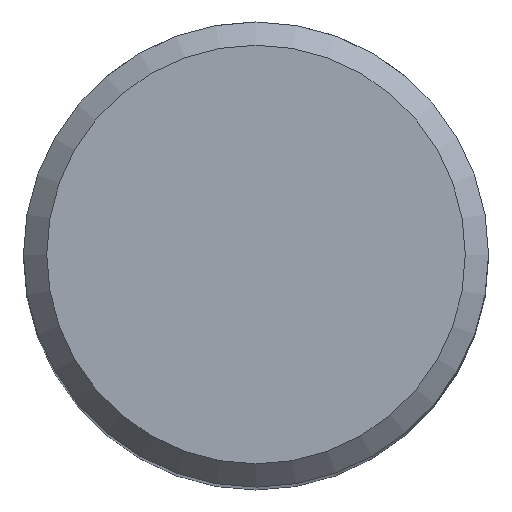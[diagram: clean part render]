
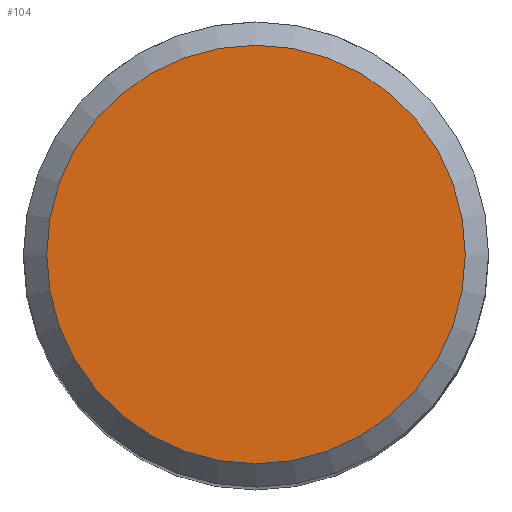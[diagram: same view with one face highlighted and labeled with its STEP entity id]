
A CAD part, top view. The second image highlights one B-rep face of the part: STEP entity #104.
In plain terms, the highlighted planar face has unit normal (0, 0, 1).
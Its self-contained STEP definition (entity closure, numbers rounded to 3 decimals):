
#92=PLANE('',#562);
#98=FACE_OUTER_BOUND('',#201,.T.);
#104=ADVANCED_FACE('',(#98),#92,.F.);
#201=EDGE_LOOP('',(#262));
#262=ORIENTED_EDGE('',*,*,#359,.T.);
#328=VERTEX_POINT('',#1095);
#359=EDGE_CURVE('',#328,#328,#388,.T.);
#388=CIRCLE('',#561,9.);
#561=AXIS2_PLACEMENT_3D('',#1094,#619,#620);
#562=AXIS2_PLACEMENT_3D('',#1096,#621,#622);
#619=DIRECTION('',(0.,0.,1.));
#620=DIRECTION('',(-1.,0.,0.));
#621=DIRECTION('',(0.,0.,-1.));
#622=DIRECTION('',(-1.,0.,0.));
#1094=CARTESIAN_POINT('',(0.,0.,0.));
#1095=CARTESIAN_POINT('',(-9.,0.,0.));
#1096=CARTESIAN_POINT('',(0.,0.,0.));
